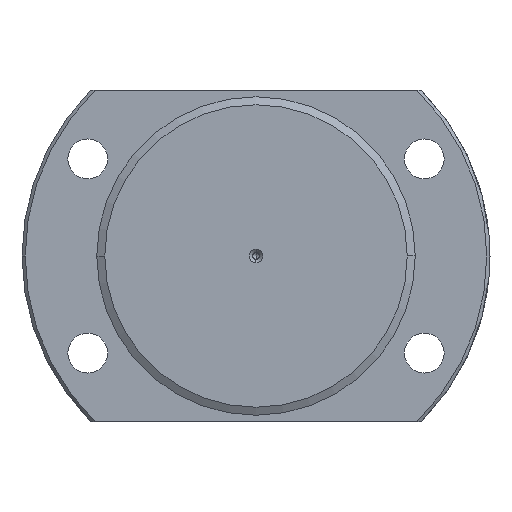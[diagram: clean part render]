
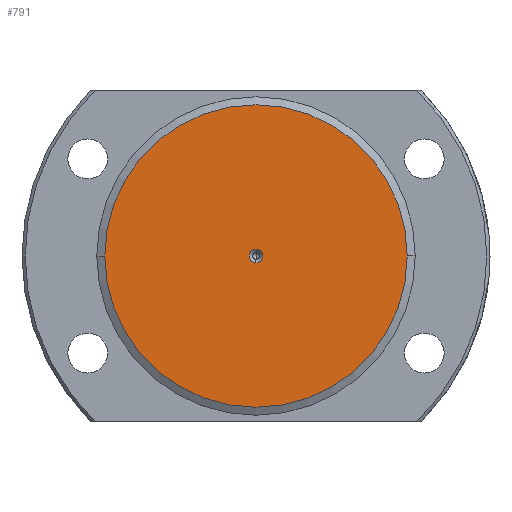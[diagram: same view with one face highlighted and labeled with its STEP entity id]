
A CAD part, left-side view. The second image highlights one B-rep face of the part: STEP entity #791.
In plain terms, the highlighted planar face has unit normal (-1, 0, 0).
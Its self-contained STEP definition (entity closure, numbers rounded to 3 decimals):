
#98 = EDGE_CURVE ( 'NONE', #1845, #2845, #3122, .T. ) ;
#149 = CARTESIAN_POINT ( 'NONE',  ( 0., 0., 0. ) ) ;
#162 = AXIS2_PLACEMENT_3D ( 'NONE', #3207, #1690, #2166 ) ;
#290 = CARTESIAN_POINT ( 'NONE',  ( 0., -47.5, 0. ) ) ;
#553 = DIRECTION ( 'NONE',  ( 1., 0., 0. ) ) ;
#594 = DIRECTION ( 'NONE',  ( 0., -1., 0. ) ) ;
#641 = DIRECTION ( 'NONE',  ( 0., -1., 0. ) ) ;
#695 = VERTEX_POINT ( 'NONE', #1859 ) ;
#791 = ADVANCED_FACE ( 'NONE', ( #2361, #3114 ), #1906, .T. ) ;
#797 = EDGE_LOOP ( 'NONE', ( #1371, #2619 ) ) ;
#1046 = VERTEX_POINT ( 'NONE', #290 ) ;
#1144 = CIRCLE ( 'NONE', #162, 2.075 ) ;
#1362 = AXIS2_PLACEMENT_3D ( 'NONE', #2208, #1669, #1712 ) ;
#1371 = ORIENTED_EDGE ( 'NONE', *, *, #2229, .T. ) ;
#1420 = ORIENTED_EDGE ( 'NONE', *, *, #3213, .T. ) ;
#1444 = AXIS2_PLACEMENT_3D ( 'NONE', #3068, #2549, #594 ) ;
#1669 = DIRECTION ( 'NONE',  ( -1., 0., 0. ) ) ;
#1690 = DIRECTION ( 'NONE',  ( 1., 0., 0. ) ) ;
#1711 = AXIS2_PLACEMENT_3D ( 'NONE', #1815, #553, #3073 ) ;
#1712 = DIRECTION ( 'NONE',  ( 0., -1., 0. ) ) ;
#1753 = CARTESIAN_POINT ( 'NONE',  ( 0., 0., 2.075 ) ) ;
#1815 = CARTESIAN_POINT ( 'NONE',  ( 0., 0., 0. ) ) ;
#1845 = VERTEX_POINT ( 'NONE', #2444 ) ;
#1859 = CARTESIAN_POINT ( 'NONE',  ( 0., 47.5, 0. ) ) ;
#1867 = EDGE_CURVE ( 'NONE', #695, #1046, #2171, .T. ) ;
#1906 = PLANE ( 'NONE',  #2226 ) ;
#2166 = DIRECTION ( 'NONE',  ( 0., -1., 0. ) ) ;
#2171 = CIRCLE ( 'NONE', #1444, 47.5 ) ;
#2208 = CARTESIAN_POINT ( 'NONE',  ( 0., 0., 0. ) ) ;
#2226 = AXIS2_PLACEMENT_3D ( 'NONE', #149, #2886, #641 ) ;
#2229 = EDGE_CURVE ( 'NONE', #2845, #1845, #1144, .T. ) ;
#2289 = CIRCLE ( 'NONE', #1362, 47.5 ) ;
#2323 = ORIENTED_EDGE ( 'NONE', *, *, #1867, .T. ) ;
#2361 = FACE_BOUND ( 'NONE', #797, .T. ) ;
#2444 = CARTESIAN_POINT ( 'NONE',  ( 0., 0., -2.075 ) ) ;
#2549 = DIRECTION ( 'NONE',  ( -1., 0., 0. ) ) ;
#2619 = ORIENTED_EDGE ( 'NONE', *, *, #98, .T. ) ;
#2845 = VERTEX_POINT ( 'NONE', #1753 ) ;
#2886 = DIRECTION ( 'NONE',  ( -1., 0., 0. ) ) ;
#2895 = EDGE_LOOP ( 'NONE', ( #2323, #1420 ) ) ;
#3068 = CARTESIAN_POINT ( 'NONE',  ( 0., 0., 0. ) ) ;
#3073 = DIRECTION ( 'NONE',  ( 0., -1., 0. ) ) ;
#3114 = FACE_OUTER_BOUND ( 'NONE', #2895, .T. ) ;
#3122 = CIRCLE ( 'NONE', #1711, 2.075 ) ;
#3207 = CARTESIAN_POINT ( 'NONE',  ( 0., 0., 0. ) ) ;
#3213 = EDGE_CURVE ( 'NONE', #1046, #695, #2289, .T. ) ;
